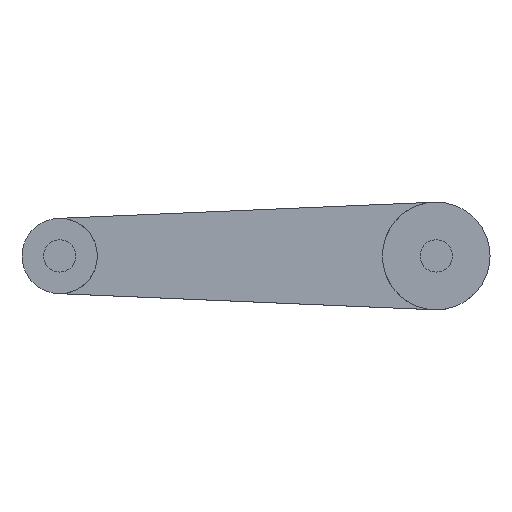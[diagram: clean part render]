
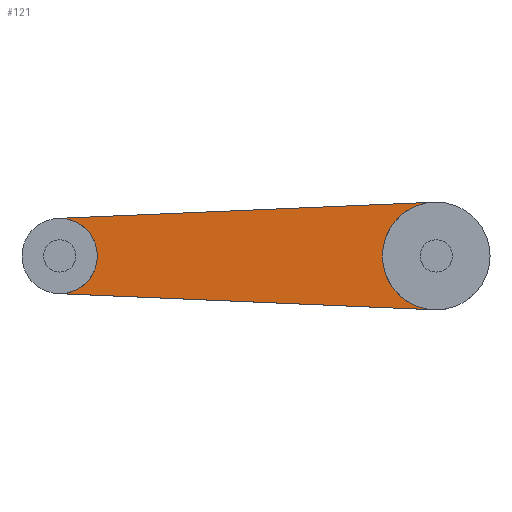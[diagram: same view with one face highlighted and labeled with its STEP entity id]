
A CAD part, top view. The second image highlights one B-rep face of the part: STEP entity #121.
In plain terms, the highlighted planar face has unit normal (0, 0, 1).
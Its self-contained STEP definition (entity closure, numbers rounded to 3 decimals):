
#3 = EDGE_CURVE ( 'NONE', #426, #248, #522, .T. ) ;
#10 = VECTOR ( 'NONE', #584, 1000. ) ;
#16 = VERTEX_POINT ( 'NONE', #82 ) ;
#39 = AXIS2_PLACEMENT_3D ( 'NONE', #168, #464, #362 ) ;
#69 = DIRECTION ( 'NONE',  ( 0., 0., -1. ) ) ;
#81 = CARTESIAN_POINT ( 'NONE',  ( 347.857, 49.954, 10. ) ) ;
#82 = CARTESIAN_POINT ( 'NONE',  ( 347.857, -49.954, 10. ) ) ;
#89 = CARTESIAN_POINT ( 'NONE',  ( 0., 0., 10. ) ) ;
#94 = EDGE_CURVE ( 'NONE', #148, #295, #492, .T. ) ;
#106 = ORIENTED_EDGE ( 'NONE', *, *, #238, .T. ) ;
#112 = DIRECTION ( 'NONE',  ( 1., 0., 0. ) ) ;
#114 = CARTESIAN_POINT ( 'NONE',  ( 300., 0., 10. ) ) ;
#120 = DIRECTION ( 'NONE',  ( 1., 0., 0. ) ) ;
#121 = ADVANCED_FACE ( 'NONE', ( #398 ), #254, .T. ) ;
#148 = VERTEX_POINT ( 'NONE', #114 ) ;
#168 = CARTESIAN_POINT ( 'NONE',  ( 350., 0., 10. ) ) ;
#182 = EDGE_LOOP ( 'NONE', ( #306, #106, #556, #280, #324, #474 ) ) ;
#206 = CARTESIAN_POINT ( 'NONE',  ( 0., 0., 10. ) ) ;
#218 = DIRECTION ( 'NONE',  ( 1., 0., 0. ) ) ;
#219 = VERTEX_POINT ( 'NONE', #299 ) ;
#238 = EDGE_CURVE ( 'NONE', #248, #219, #319, .T. ) ;
#247 = CARTESIAN_POINT ( 'NONE',  ( -1.5, -34.968, 10. ) ) ;
#248 = VERTEX_POINT ( 'NONE', #501 ) ;
#251 = AXIS2_PLACEMENT_3D ( 'NONE', #89, #408, #218 ) ;
#254 = PLANE ( 'NONE',  #609 ) ;
#276 = DIRECTION ( 'NONE',  ( -0.999, -0.043, 0. ) ) ;
#280 = ORIENTED_EDGE ( 'NONE', *, *, #327, .T. ) ;
#283 = CARTESIAN_POINT ( 'NONE',  ( -1.5, 34.968, 10. ) ) ;
#295 = VERTEX_POINT ( 'NONE', #81 ) ;
#299 = CARTESIAN_POINT ( 'NONE',  ( -1.5, -34.968, 10. ) ) ;
#300 = LINE ( 'NONE', #247, #10 ) ;
#306 = ORIENTED_EDGE ( 'NONE', *, *, #3, .T. ) ;
#319 = CIRCLE ( 'NONE', #251, 35. ) ;
#324 = ORIENTED_EDGE ( 'NONE', *, *, #94, .T. ) ;
#327 = EDGE_CURVE ( 'NONE', #16, #148, #399, .T. ) ;
#355 = DIRECTION ( 'NONE',  ( 0., 0., 1. ) ) ;
#362 = DIRECTION ( 'NONE',  ( 1., 0., 0. ) ) ;
#373 = EDGE_CURVE ( 'NONE', #295, #426, #608, .T. ) ;
#393 = CARTESIAN_POINT ( 'NONE',  ( 350., 0., 10. ) ) ;
#396 = DIRECTION ( 'NONE',  ( 0., 0., -1. ) ) ;
#398 = FACE_OUTER_BOUND ( 'NONE', #182, .T. ) ;
#399 = CIRCLE ( 'NONE', #39, 50. ) ;
#402 = DIRECTION ( 'NONE',  ( 1., 0., 0. ) ) ;
#408 = DIRECTION ( 'NONE',  ( 0., 0., -1. ) ) ;
#426 = VERTEX_POINT ( 'NONE', #283 ) ;
#448 = CARTESIAN_POINT ( 'NONE',  ( 0., 0., 10. ) ) ;
#462 = AXIS2_PLACEMENT_3D ( 'NONE', #393, #69, #120 ) ;
#464 = DIRECTION ( 'NONE',  ( 0., 0., -1. ) ) ;
#472 = VECTOR ( 'NONE', #276, 1000. ) ;
#474 = ORIENTED_EDGE ( 'NONE', *, *, #373, .T. ) ;
#481 = AXIS2_PLACEMENT_3D ( 'NONE', #206, #396, #112 ) ;
#492 = CIRCLE ( 'NONE', #462, 50. ) ;
#501 = CARTESIAN_POINT ( 'NONE',  ( 35., 0., 10. ) ) ;
#522 = CIRCLE ( 'NONE', #481, 35. ) ;
#556 = ORIENTED_EDGE ( 'NONE', *, *, #581, .T. ) ;
#581 = EDGE_CURVE ( 'NONE', #219, #16, #300, .T. ) ;
#584 = DIRECTION ( 'NONE',  ( 0.999, -0.043, 0. ) ) ;
#605 = CARTESIAN_POINT ( 'NONE',  ( -1.5, 34.968, 10. ) ) ;
#608 = LINE ( 'NONE', #605, #472 ) ;
#609 = AXIS2_PLACEMENT_3D ( 'NONE', #448, #355, #402 ) ;
